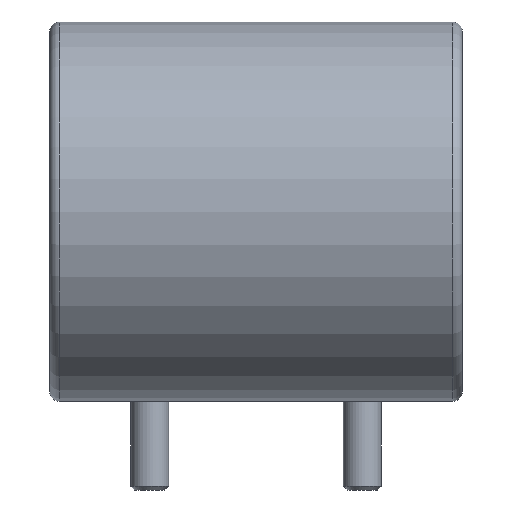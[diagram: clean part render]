
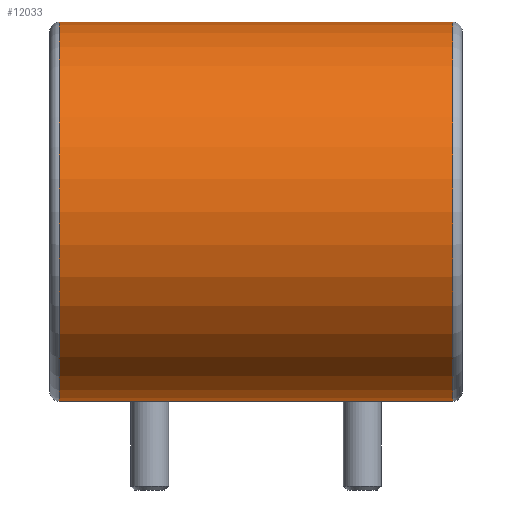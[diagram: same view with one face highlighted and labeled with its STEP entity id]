
A CAD part, front view. The second image highlights one B-rep face of the part: STEP entity #12033.
In plain terms, the highlighted cylindrical face has radius 40.2 mm (diameter 80.4 mm), a partial arc.
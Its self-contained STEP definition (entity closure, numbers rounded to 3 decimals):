
#190 = CYLINDRICAL_SURFACE ( 'NONE', #26176, 40.2 ) ;
#1354 = AXIS2_PLACEMENT_3D ( 'NONE', #33996, #15510, #4858 ) ;
#2917 = EDGE_LOOP ( 'NONE', ( #23296, #4926, #17752, #4633 ) ) ;
#4633 = ORIENTED_EDGE ( 'NONE', *, *, #9103, .F. ) ;
#4725 = VERTEX_POINT ( 'NONE', #19673 ) ;
#4858 = DIRECTION ( 'NONE',  ( 0., 0., 1. ) ) ;
#4926 = ORIENTED_EDGE ( 'NONE', *, *, #15312, .T. ) ;
#6780 = DIRECTION ( 'NONE',  ( 0., 0., 1. ) ) ;
#8198 = CARTESIAN_POINT ( 'NONE',  ( 41.7, 0., -40.2 ) ) ;
#9103 = EDGE_CURVE ( 'NONE', #4725, #29572, #22198, .T. ) ;
#9792 = FACE_OUTER_BOUND ( 'NONE', #2917, .T. ) ;
#9836 = CARTESIAN_POINT ( 'NONE',  ( -41.7, 0., 0. ) ) ;
#10203 = CARTESIAN_POINT ( 'NONE',  ( -41.7, 0., 40.2 ) ) ;
#11099 = AXIS2_PLACEMENT_3D ( 'NONE', #9836, #31032, #23174 ) ;
#11885 = VECTOR ( 'NONE', #26560, 1000. ) ;
#12033 = ADVANCED_FACE ( 'NONE', ( #9792 ), #190, .T. ) ;
#13218 = CARTESIAN_POINT ( 'NONE',  ( -39.045, 0., 40.2 ) ) ;
#14601 = CARTESIAN_POINT ( 'NONE',  ( 41.7, 0., 40.2 ) ) ;
#15003 = DIRECTION ( 'NONE',  ( -1., 0., 0. ) ) ;
#15312 = EDGE_CURVE ( 'NONE', #27514, #31796, #21295, .T. ) ;
#15510 = DIRECTION ( 'NONE',  ( -1., 0., 0. ) ) ;
#15631 = CARTESIAN_POINT ( 'NONE',  ( -39.045, 0., -40.2 ) ) ;
#17752 = ORIENTED_EDGE ( 'NONE', *, *, #30817, .T. ) ;
#18907 = LINE ( 'NONE', #15631, #28515 ) ;
#19673 = CARTESIAN_POINT ( 'NONE',  ( -41.7, 0., -40.2 ) ) ;
#21295 = CIRCLE ( 'NONE', #1354, 40.2 ) ;
#21733 = DIRECTION ( 'NONE',  ( -1., 0., 0. ) ) ;
#22198 = CIRCLE ( 'NONE', #11099, 40.2 ) ;
#22721 = CARTESIAN_POINT ( 'NONE',  ( -39.045, 0., 0. ) ) ;
#23174 = DIRECTION ( 'NONE',  ( 0., 0., 1. ) ) ;
#23296 = ORIENTED_EDGE ( 'NONE', *, *, #23836, .F. ) ;
#23836 = EDGE_CURVE ( 'NONE', #27514, #4725, #18907, .T. ) ;
#26176 = AXIS2_PLACEMENT_3D ( 'NONE', #22721, #15003, #6780 ) ;
#26560 = DIRECTION ( 'NONE',  ( -1., 0., 0. ) ) ;
#27514 = VERTEX_POINT ( 'NONE', #8198 ) ;
#28515 = VECTOR ( 'NONE', #21733, 1000. ) ;
#29572 = VERTEX_POINT ( 'NONE', #10203 ) ;
#30817 = EDGE_CURVE ( 'NONE', #31796, #29572, #33214, .T. ) ;
#31032 = DIRECTION ( 'NONE',  ( -1., 0., 0. ) ) ;
#31796 = VERTEX_POINT ( 'NONE', #14601 ) ;
#33214 = LINE ( 'NONE', #13218, #11885 ) ;
#33996 = CARTESIAN_POINT ( 'NONE',  ( 41.7, 0., 0. ) ) ;
